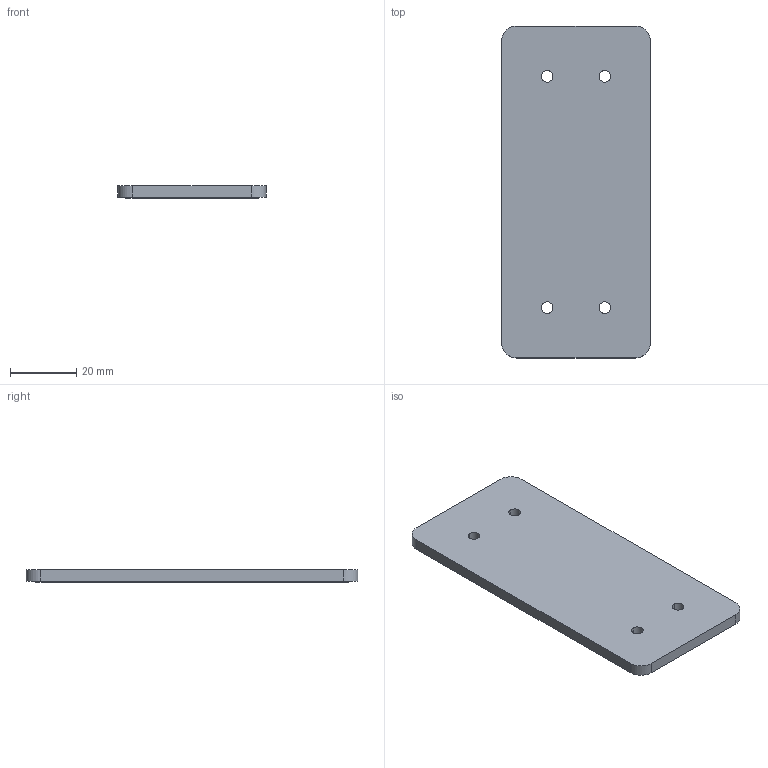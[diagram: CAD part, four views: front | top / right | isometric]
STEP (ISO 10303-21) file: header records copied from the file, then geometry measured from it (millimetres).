
FILE_DESCRIPTION(('CATIA V5 STEP Exchange','CAx-IF Rec.Pracs.--- Model Styling and Organization---1.4--- 2014-01-23'),'2;1');
FILE_NAME ('13242257_4_1664330000_1664330000 ABD-2-GR.stp','2018-11-13T06:33:36+00:00',('none'),('Weidmueller'),'CATIA Version 5-6 Release 2016 SP3 HF44','CATIA V5 STEP AP214','none');
FILE_SCHEMA(('AUTOMOTIVE_DESIGN { 1 0 10303 214 1 1 1 1 }'));
Length unit declared in the file: millimetre
Products named in the file (1): 1664330000
Bounding box: 45 x 100.5 x 3.85 mm (x, y, z)
Volume: 11607.7 mm3; surface area: 10781.4 mm2
Topology: 1 solids, 1 shells, 53 faces, 132 edges, 88 vertices
Faces by surface type: cylinder 28, plane 25
Entity records: 1739 total; most frequent: CARTESIAN_POINT 471, ORIENTED_EDGE 264, DIRECTION 217, EDGE_CURVE 132, AXIS2_PLACEMENT_3D 94, VERTEX_POINT 88, VECTOR 76, LINE 76
